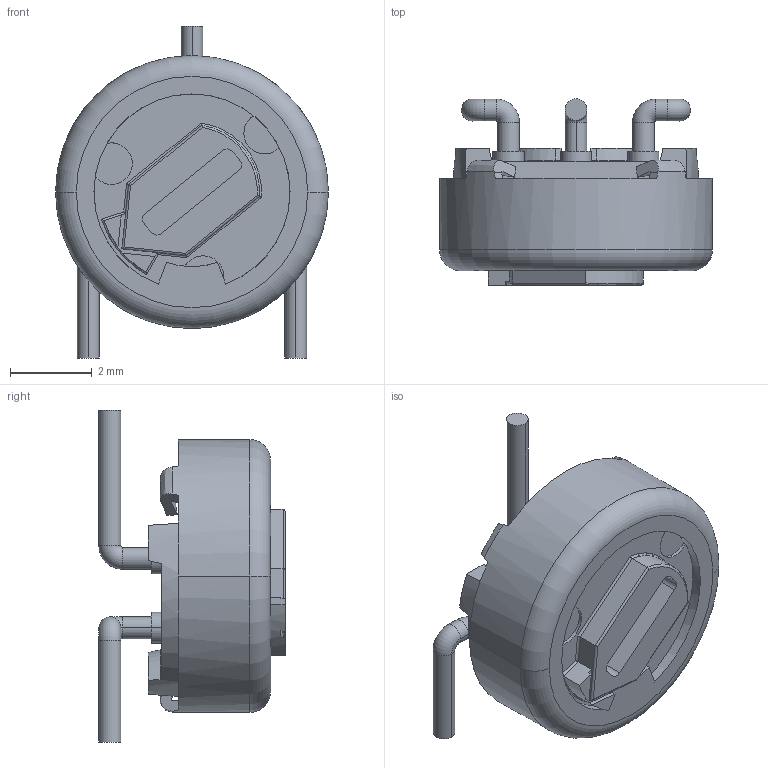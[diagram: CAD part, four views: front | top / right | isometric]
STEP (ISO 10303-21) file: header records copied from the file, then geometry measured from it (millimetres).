
FILE_DESCRIPTION((''),'2;1');
FILE_NAME('83P_SW0001','2013-03-21T',('BMozley'),(''),'PRO/ENGINEER BY PARAMETRIC TECHNOLOGY CORPORATION, 2012480','PRO/ENGINEER BY PARAMETRIC TECHNOLOGY CORPORATION, 2012480','');
FILE_SCHEMA(('CONFIG_CONTROL_DESIGN'));
Length unit declared in the file: inch
Products named in the file (1): 83P_SW0001
Bounding box: 6.68 x 4.56 x 8.13 mm (x, y, z)
Volume: 85 mm3; surface area: 269.3 mm2
Topology: 1 solids, 1 shells, 182 faces, 468 edges, 296 vertices
Faces by surface type: plane 83, cylinder 63, torus 21, cone 9, bspline 6
Entity records: 5905 total; most frequent: CARTESIAN_POINT 1471, ORIENTED_EDGE 936, DIRECTION 913, EDGE_CURVE 468, AXIS2_PLACEMENT_3D 358, VERTEX_POINT 296, VECTOR 197, LINE 197
